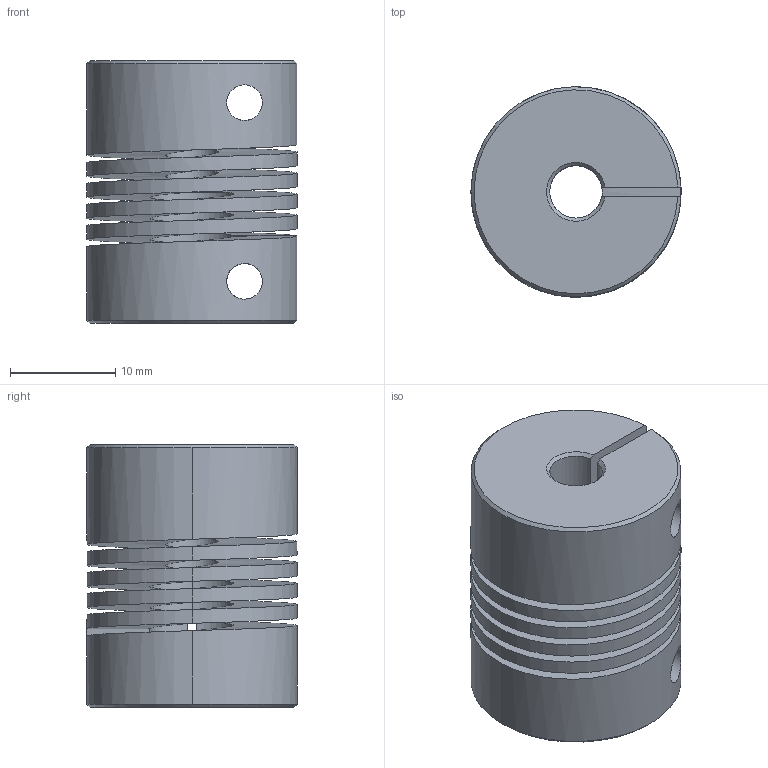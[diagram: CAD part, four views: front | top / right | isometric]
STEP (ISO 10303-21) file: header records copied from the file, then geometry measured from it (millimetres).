
FILE_DESCRIPTION(/* description */ (''),/* implementation_level */ '2;1');
FILE_NAME(/* name */ 'Flexible Coupling 5mm x 8mm.step',/* time_stamp */ '2019-09-19T10:34:56-05:00',/* author */ (''),/* organization */ (''),/* preprocessor_version */ 'ST-DEVELOPER v18',/* originating_system */ 'Autodesk Translation Framework v8.6.0.1094',/* authorisation */ '');
FILE_SCHEMA (('AUTOMOTIVE_DESIGN { 1 0 10303 214 3 1 1 }'));
Length unit declared in the file: millimetre
Products named in the file (1): Flexible Coupling 5mm x 8mm
Bounding box: 20 x 20 x 25 mm (x, y, z)
Volume: 5521.7 mm3; surface area: 5573.3 mm2
Topology: 1 solids, 1 shells, 39 faces, 117 edges, 80 vertices
Faces by surface type: cylinder 20, plane 11, bspline 4, cone 4
Full cylindrical faces by diameter (mm): 3.4 x4, 5 x2, 8 x1, 20 x4
Entity records: 2699 total; most frequent: CARTESIAN_POINT 1692, ORIENTED_EDGE 234, DIRECTION 173, EDGE_CURVE 117, VERTEX_POINT 80, AXIS2_PLACEMENT_3D 64, EDGE_LOOP 47, LINE 45
